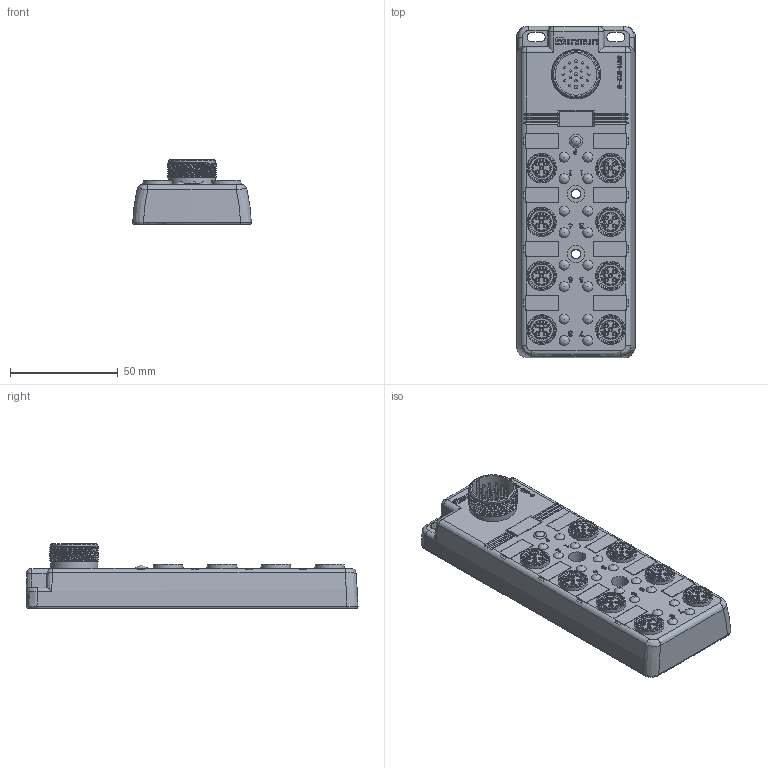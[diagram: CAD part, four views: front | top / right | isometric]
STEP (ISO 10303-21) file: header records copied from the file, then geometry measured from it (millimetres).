
FILE_DESCRIPTION(/* description */ (''),/* implementation_level */ '2;1');
FILE_NAME(/* name */ 'S011-M12-8 3D.stp',/* time_stamp */ '2024-08-15T17:19:13+08:00',/* author */ (''),/* organization */ (''),/* preprocessor_version */ 'ST-DEVELOPER v14',/* originating_system */ 'SIEMENS PLM Software NX 8.0',/* authorisation */ '');
FILE_SCHEMA (('AUTOMOTIVE_DESIGN { 1 0 10303 214 3 1 1 1 }'));
Length unit declared in the file: millimetre
Products named in the file (1): S011-M12-8 3D_stp
Bounding box: 54.93 x 153.83 x 30 mm (x, y, z)
Volume: 2.6 mm3; surface area: 41476.2 mm2
Topology: 2 solids, 4 shells, 1403 faces, 3628 edges, 2384 vertices
Faces by surface type: plane 496, extrusion 298, cylinder 288, cone 131, bspline 91, sphere 56, torus 43
Full cylindrical faces by diameter (mm): 1 x16, 1.5 x43, 2.8 x8, 4 x10, 4.5 x2, 8 x2, 9 x8, 11 x67, 21.8 x8
Entity records: 62101 total; most frequent: CARTESIAN_POINT 28329, ORIENTED_EDGE 5948, DIRECTION 4901, EDGE_CURVE 2974, VERTEX_POINT 2064, EDGE_LOOP 1774, AXIS2_PLACEMENT_3D 1727, VECTOR 1447
